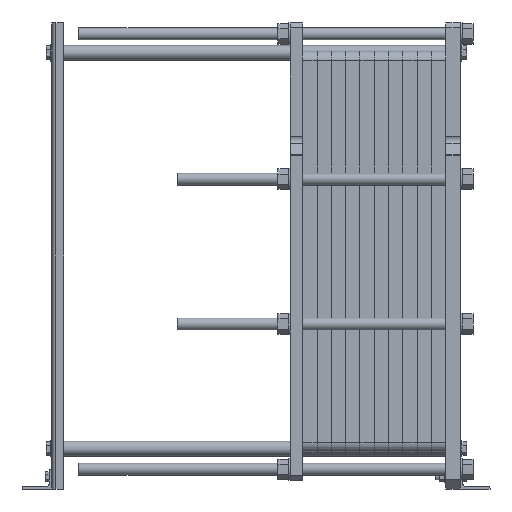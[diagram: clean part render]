
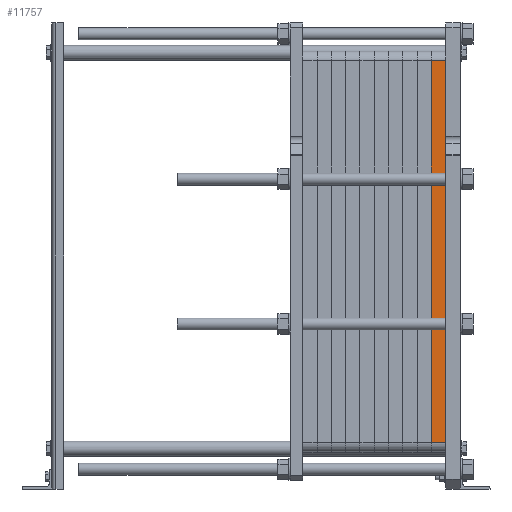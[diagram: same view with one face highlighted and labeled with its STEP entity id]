
A CAD part, left-side view. The second image highlights one B-rep face of the part: STEP entity #11757.
In plain terms, the highlighted planar face has unit normal (-1, 0, 0).
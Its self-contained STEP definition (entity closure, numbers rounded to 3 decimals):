
#2373=LINE('',#19024,#3642);
#2378=LINE('',#19038,#3647);
#2381=LINE('',#19048,#3650);
#2385=LINE('',#19055,#3654);
#3642=VECTOR('',#15196,1.);
#3647=VECTOR('',#15211,1.);
#3650=VECTOR('',#15220,1.);
#3654=VECTOR('',#15230,1.);
#4997=FACE_OUTER_BOUND('',#5750,.T.);
#5750=EDGE_LOOP('',(#10538,#10539,#10540,#10541));
#7241=VERTEX_POINT('',#19009);
#7248=VERTEX_POINT('',#19022);
#7252=VERTEX_POINT('',#19036);
#7256=VERTEX_POINT('',#19046);
#8359=EDGE_CURVE('',#7248,#7241,#2373,.T.);
#8366=EDGE_CURVE('',#7252,#7248,#2378,.T.);
#8371=EDGE_CURVE('',#7256,#7252,#2381,.T.);
#8375=EDGE_CURVE('',#7241,#7256,#2385,.T.);
#10538=ORIENTED_EDGE('',*,*,#8371,.F.);
#10539=ORIENTED_EDGE('',*,*,#8375,.F.);
#10540=ORIENTED_EDGE('',*,*,#8359,.F.);
#10541=ORIENTED_EDGE('',*,*,#8366,.F.);
#11278=PLANE('',#12555);
#11757=ADVANCED_FACE('',(#4997),#11278,.T.);
#12555=AXIS2_PLACEMENT_3D('',#19057,#15233,#15234);
#15196=DIRECTION('',(0.,0.,1.));
#15211=DIRECTION('',(0.,1.,0.));
#15220=DIRECTION('',(0.,0.,-1.));
#15230=DIRECTION('',(0.,-1.,0.));
#15233=DIRECTION('center_axis',(-1.,0.,0.));
#15234=DIRECTION('ref_axis',(0.,0.,-1.));
#19009=CARTESIAN_POINT('',(-153.5,29.,869.));
#19022=CARTESIAN_POINT('',(-153.5,29.,95.));
#19024=CARTESIAN_POINT('',(-153.5,29.,95.));
#19036=CARTESIAN_POINT('',(-153.5,0.,95.));
#19038=CARTESIAN_POINT('',(-153.5,5.,95.));
#19046=CARTESIAN_POINT('',(-153.5,0.,869.));
#19048=CARTESIAN_POINT('',(-153.5,0.,937.6));
#19055=CARTESIAN_POINT('',(-153.5,5.,869.));
#19057=CARTESIAN_POINT('Origin',(-153.5,5.,920.013));
